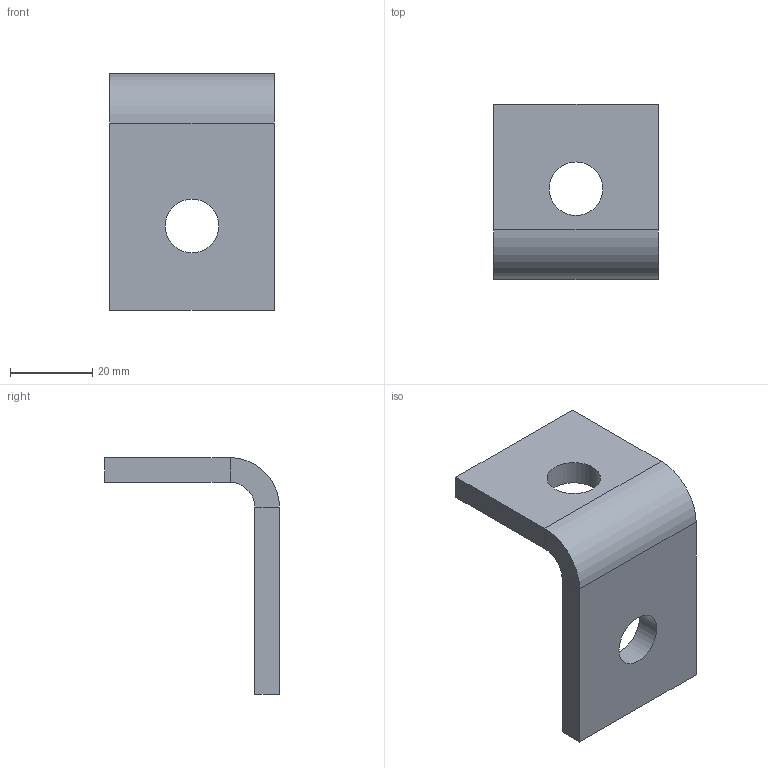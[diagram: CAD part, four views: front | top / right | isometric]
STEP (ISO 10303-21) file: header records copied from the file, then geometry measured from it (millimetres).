
FILE_DESCRIPTION (( 'STEP AP203' ), '1' );
FILE_NAME ('Óãîëîê êðåïåæíûé BMD-10_BMC1011HDZ.STEP', '2012-11-16T13:57:12', ( 'Àñååâ' ), ( '' ), 'SwSTEP 2.0', 'SolidWorks 2012', '' );
FILE_SCHEMA (( 'CONFIG_CONTROL_DESIGN' ));
Length unit declared in the file: millimetre
Products named in the file (1): Óãîëîê êðåïåæíûé BMD-10_BMC1011HDZ
Bounding box: 40 x 42.5 x 57.5 mm (x, y, z)
Volume: 20040.1 mm3; surface area: 8731.8 mm2
Topology: 1 solids, 1 shells, 16 faces, 34 edges, 20 vertices
Faces by surface type: plane 12, cylinder 4
Full cylindrical faces by diameter (mm): 13 x2
Entity records: 497 total; most frequent: DIRECTION 74, CARTESIAN_POINT 69, ORIENTED_EDGE 64, EDGE_CURVE 32, AXIS2_PLACEMENT_3D 25, LINE 24, VECTOR 24, EDGE_LOOP 22
